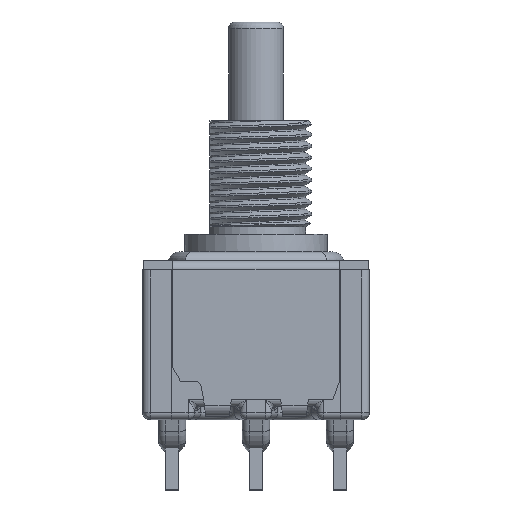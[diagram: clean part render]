
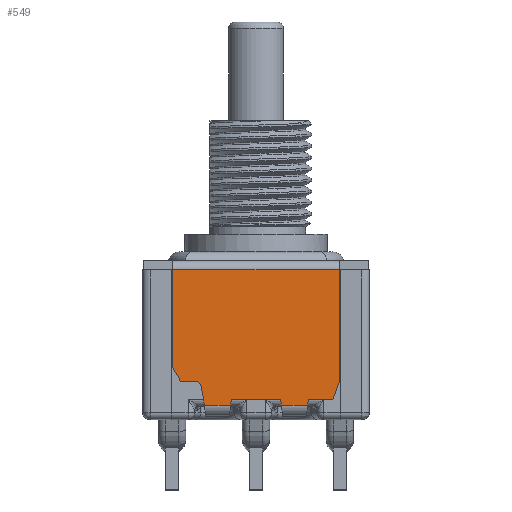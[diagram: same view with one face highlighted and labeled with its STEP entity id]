
A CAD part, top view. The second image highlights one B-rep face of the part: STEP entity #549.
In plain terms, the highlighted planar face has unit normal (0, 0, 1).
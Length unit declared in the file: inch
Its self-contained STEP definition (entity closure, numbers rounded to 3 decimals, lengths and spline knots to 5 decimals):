
#549 = ADVANCED_FACE( '', ( #1539 ), #1540, .T. );
#1539 = FACE_OUTER_BOUND( '', #6716, .T. );
#1540 = PLANE( '', #6717 );
#6716 = EDGE_LOOP( '', ( #10647, #10648, #10649, #10650, #10651, #10652, #10653, #10654, #10655, #10656, #10657, #10658, #10659, #10660, #10661 ) );
#6717 = AXIS2_PLACEMENT_3D( '', #10662, #10663, #10664 );
#10647 = ORIENTED_EDGE( '', *, *, #12266, .T. );
#10648 = ORIENTED_EDGE( '', *, *, #11985, .T. );
#10649 = ORIENTED_EDGE( '', *, *, #11785, .T. );
#10650 = ORIENTED_EDGE( '', *, *, #12216, .T. );
#10651 = ORIENTED_EDGE( '', *, *, #11343, .T. );
#10652 = ORIENTED_EDGE( '', *, *, #12232, .T. );
#10653 = ORIENTED_EDGE( '', *, *, #12320, .T. );
#10654 = ORIENTED_EDGE( '', *, *, #12211, .F. );
#10655 = ORIENTED_EDGE( '', *, *, #12256, .T. );
#10656 = ORIENTED_EDGE( '', *, *, #12263, .T. );
#10657 = ORIENTED_EDGE( '', *, *, #11828, .T. );
#10658 = ORIENTED_EDGE( '', *, *, #11744, .T. );
#10659 = ORIENTED_EDGE( '', *, *, #11896, .T. );
#10660 = ORIENTED_EDGE( '', *, *, #12155, .T. );
#10661 = ORIENTED_EDGE( '', *, *, #12213, .T. );
#10662 = CARTESIAN_POINT( '', ( 0.2485, 0.02, 0.133 ) );
#10663 = DIRECTION( '', ( 0., 0., 1. ) );
#10664 = DIRECTION( '', ( 1., 0., 0. ) );
#11343 = EDGE_CURVE( '', #12965, #12963, #12966, .T. );
#11744 = EDGE_CURVE( '', #13651, #13655, #13657, .T. );
#11785 = EDGE_CURVE( '', #13720, #13721, #13722, .T. );
#11828 = EDGE_CURVE( '', #13786, #13651, #13789, .T. );
#11896 = EDGE_CURVE( '', #13655, #13898, #13900, .T. );
#11985 = EDGE_CURVE( '', #14034, #13720, #14036, .T. );
#12155 = EDGE_CURVE( '', #13898, #14270, #14271, .T. );
#12211 = EDGE_CURVE( '', #14346, #14344, #14348, .T. );
#12213 = EDGE_CURVE( '', #14270, #14350, #14352, .T. );
#12216 = EDGE_CURVE( '', #13721, #12965, #14355, .T. );
#12232 = EDGE_CURVE( '', #12963, #14376, #14378, .T. );
#12256 = EDGE_CURVE( '', #14346, #14408, #14409, .T. );
#12263 = EDGE_CURVE( '', #14408, #13786, #14419, .T. );
#12266 = EDGE_CURVE( '', #14350, #14034, #14422, .T. );
#12320 = EDGE_CURVE( '', #14376, #14344, #14484, .T. );
#12963 = VERTEX_POINT( '', #16605 );
#12965 = VERTEX_POINT( '', #16608 );
#12966 = LINE( '', #16609, #16610 );
#13651 = VERTEX_POINT( '', #18093 );
#13655 = VERTEX_POINT( '', #18099 );
#13657 = LINE( '', #18102, #18103 );
#13720 = VERTEX_POINT( '', #18264 );
#13721 = VERTEX_POINT( '', #18265 );
#13722 = LINE( '', #18266, #18267 );
#13786 = VERTEX_POINT( '', #18402 );
#13789 = LINE( '', #18407, #18408 );
#13898 = VERTEX_POINT( '', #18645 );
#13900 = CIRCLE( '', #18648, 0.015 );
#14034 = VERTEX_POINT( '', #18894 );
#14036 = LINE( '', #18897, #18898 );
#14270 = VERTEX_POINT( '', #19496 );
#14271 = LINE( '', #19497, #19498 );
#14344 = VERTEX_POINT( '', #19680 );
#14346 = VERTEX_POINT( '', #19683 );
#14348 = LINE( '', #19685, #19686 );
#14350 = VERTEX_POINT( '', #19688 );
#14352 = LINE( '', #19706, #19707 );
#14355 = LINE( '', #19727, #19728 );
#14376 = VERTEX_POINT( '', #19776 );
#14378 = LINE( '', #19779, #19780 );
#14408 = VERTEX_POINT( '', #19845 );
#14409 = LINE( '', #19846, #19847 );
#14419 = LINE( '', #19859, #19860 );
#14422 = LINE( '', #19865, #19866 );
#14484 = LINE( '', #20018, #20019 );
#16605 = CARTESIAN_POINT( '', ( 0.11589, -0.285, 0.133 ) );
#16608 = CARTESIAN_POINT( '', ( 0.1136, -0.298, 0.133 ) );
#16609 = CARTESIAN_POINT( '', ( 0.1136, -0.298, 0.133 ) );
#16610 = VECTOR( '', #20319, 39.37008 );
#18093 = CARTESIAN_POINT( '', ( -0.16668, -0.245, 0.133 ) );
#18099 = CARTESIAN_POINT( '', ( -0.13553, -0.245, 0.133 ) );
#18102 = CARTESIAN_POINT( '', ( -0.16668, -0.245, 0.133 ) );
#18103 = VECTOR( '', #20841, 39.37008 );
#18264 = CARTESIAN_POINT( '', ( 0.05411, -0.285, 0.133 ) );
#18265 = CARTESIAN_POINT( '', ( 0.0564, -0.298, 0.133 ) );
#18266 = CARTESIAN_POINT( '', ( 0.05411, -0.285, 0.133 ) );
#18267 = VECTOR( '', #20903, 39.37008 );
#18402 = CARTESIAN_POINT( '', ( -0.184, -0.215, 0.133 ) );
#18407 = CARTESIAN_POINT( '', ( -0.184, -0.215, 0.133 ) );
#18408 = VECTOR( '', #20947, 39.37008 );
#18645 = CARTESIAN_POINT( '', ( -0.12076, -0.2574, 0.133 ) );
#18648 = AXIS2_PLACEMENT_3D( '', #21047, #21048, #21049 );
#18894 = CARTESIAN_POINT( '', ( -0.05411, -0.285, 0.133 ) );
#18897 = CARTESIAN_POINT( '', ( -0.05411, -0.285, 0.133 ) );
#18898 = VECTOR( '', #21171, 39.37008 );
#19496 = CARTESIAN_POINT( '', ( -0.1136, -0.298, 0.133 ) );
#19497 = CARTESIAN_POINT( '', ( -0.12076, -0.2574, 0.133 ) );
#19498 = VECTOR( '', #21385, 39.37008 );
#19680 = CARTESIAN_POINT( '', ( 0.184, -0.245, 0.133 ) );
#19683 = CARTESIAN_POINT( '', ( 0.184, 0., 0.133 ) );
#19685 = CARTESIAN_POINT( '', ( 0.184, 0., 0.133 ) );
#19686 = VECTOR( '', #21464, 39.37008 );
#19688 = CARTESIAN_POINT( '', ( -0.0564, -0.298, 0.133 ) );
#19706 = CARTESIAN_POINT( '', ( -0.1136, -0.298, 0.133 ) );
#19707 = VECTOR( '', #21465, 39.37008 );
#19727 = CARTESIAN_POINT( '', ( 0.0564, -0.298, 0.133 ) );
#19728 = VECTOR( '', #21467, 39.37008 );
#19776 = CARTESIAN_POINT( '', ( 0.16944, -0.285, 0.133 ) );
#19779 = CARTESIAN_POINT( '', ( 0.11589, -0.285, 0.133 ) );
#19780 = VECTOR( '', #21486, 39.37008 );
#19845 = CARTESIAN_POINT( '', ( -0.184, 0., 0.133 ) );
#19846 = CARTESIAN_POINT( '', ( 0.184, 0., 0.133 ) );
#19847 = VECTOR( '', #21516, 39.37008 );
#19859 = CARTESIAN_POINT( '', ( -0.184, 0., 0.133 ) );
#19860 = VECTOR( '', #21531, 39.37008 );
#19865 = CARTESIAN_POINT( '', ( -0.0564, -0.298, 0.133 ) );
#19866 = VECTOR( '', #21534, 39.37008 );
#20018 = CARTESIAN_POINT( '', ( 0.16944, -0.285, 0.133 ) );
#20019 = VECTOR( '', #21598, 39.37008 );
#20319 = DIRECTION( '', ( 0.174, 0.985, 0. ) );
#20841 = DIRECTION( '', ( 1., 0., 0. ) );
#20903 = DIRECTION( '', ( 0.174, -0.985, 0. ) );
#20947 = DIRECTION( '', ( 0.5, -0.866, 0. ) );
#21047 = CARTESIAN_POINT( '', ( -0.13553, -0.26, 0.133 ) );
#21048 = DIRECTION( '', ( 0., 0., -1. ) );
#21049 = DIRECTION( '', ( 0., 1., 0. ) );
#21171 = DIRECTION( '', ( 1., 0., 0. ) );
#21385 = DIRECTION( '', ( 0.174, -0.985, 0. ) );
#21464 = DIRECTION( '', ( 0., -1., 0. ) );
#21465 = DIRECTION( '', ( 1., 0., 0. ) );
#21467 = DIRECTION( '', ( 1., 0., 0. ) );
#21486 = DIRECTION( '', ( 1., 0., 0. ) );
#21516 = DIRECTION( '', ( -1., 0., 0. ) );
#21531 = DIRECTION( '', ( 0., -1., 0. ) );
#21534 = DIRECTION( '', ( 0.174, 0.985, 0. ) );
#21598 = DIRECTION( '', ( 0.342, 0.94, 0. ) );
